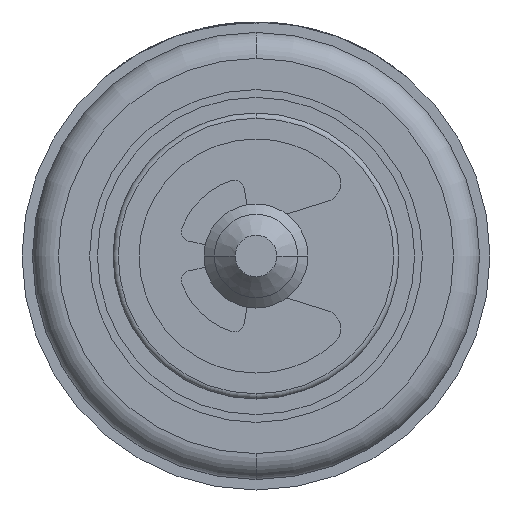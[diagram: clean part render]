
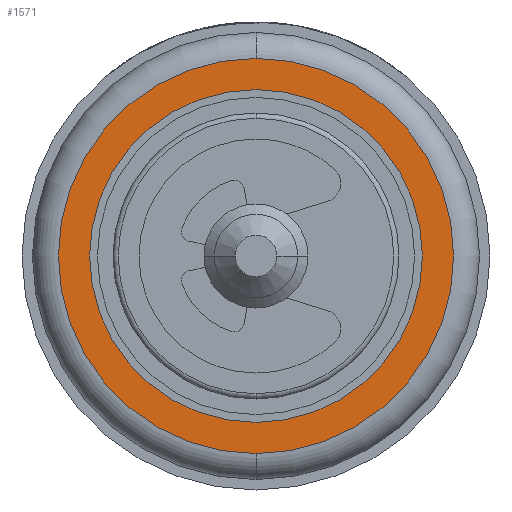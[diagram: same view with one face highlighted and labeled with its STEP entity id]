
A CAD part, front view. The second image highlights one B-rep face of the part: STEP entity #1571.
In plain terms, the highlighted planar face has unit normal (0, -1, 0).
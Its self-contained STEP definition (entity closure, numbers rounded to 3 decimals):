
#92 = DIRECTION ( 'NONE',  ( 0., -1., 0. ) ) ;
#97 = VERTEX_POINT ( 'NONE', #2965 ) ;
#202 = CARTESIAN_POINT ( 'NONE',  ( 0., -10., 1.9 ) ) ;
#392 = VERTEX_POINT ( 'NONE', #3927 ) ;
#441 = DIRECTION ( 'NONE',  ( 0., -1., 0. ) ) ;
#1009 = AXIS2_PLACEMENT_3D ( 'NONE', #4523, #1871, #1049 ) ;
#1011 = EDGE_CURVE ( 'Defeature ausgef�hrt1_23+Defeature ausgef�hrt1_2+Defeature ausgef�hrt1_2+Defeature ausgef�hrt1_2', #97, #392, #4807, .T. ) ;
#1021 = EDGE_LOOP ( 'NONE', ( #2517, #4409 ) ) ;
#1049 = DIRECTION ( 'NONE',  ( 0., 0., -1. ) ) ;
#1158 = PLANE ( 'NONE',  #2999 ) ;
#1199 = DIRECTION ( 'NONE',  ( 0., 0., -1. ) ) ;
#1266 = CARTESIAN_POINT ( 'NONE',  ( 0., -10., 0. ) ) ;
#1277 = FACE_BOUND ( 'NONE', #1021, .T. ) ;
#1502 = DIRECTION ( 'NONE',  ( 0., -1., 0. ) ) ;
#1571 = ADVANCED_FACE ( 'Defeature ausgef�hrt1_2', ( #1277, #2200 ), #1158, .T. ) ;
#1871 = DIRECTION ( 'NONE',  ( 0., -1., 0. ) ) ;
#1896 = DIRECTION ( 'NONE',  ( 0., 0., -1. ) ) ;
#1977 = CIRCLE ( 'NONE', #3653, 1.9 ) ;
#2200 = FACE_OUTER_BOUND ( 'NONE', #4580, .T. ) ;
#2230 = AXIS2_PLACEMENT_3D ( 'NONE', #1266, #92, #2421 ) ;
#2399 = EDGE_CURVE ( 'Defeature ausgef�hrt1_2+Defeature ausgef�hrt1_7+Defeature ausgef�hrt1_7+Defeature ausgef�hrt1_7', #2509, #3392, #3648, .T. ) ;
#2421 = DIRECTION ( 'NONE',  ( 0., 0., -1. ) ) ;
#2509 = VERTEX_POINT ( 'NONE', #3472 ) ;
#2517 = ORIENTED_EDGE ( 'NONE', *, *, #3075, .F. ) ;
#2898 = ORIENTED_EDGE ( 'NONE', *, *, #5009, .T. ) ;
#2965 = CARTESIAN_POINT ( 'NONE',  ( 0., -10., 1.6 ) ) ;
#2999 = AXIS2_PLACEMENT_3D ( 'NONE', #3595, #441, #1199 ) ;
#3075 = EDGE_CURVE ( 'Defeature ausgef�hrt1_23+Defeature ausgef�hrt1_2+Defeature ausgef�hrt1_2+Defeature ausgef�hrt1_2', #392, #97, #4731, .T. ) ;
#3392 = VERTEX_POINT ( 'NONE', #202 ) ;
#3472 = CARTESIAN_POINT ( 'NONE',  ( 0., -10., -1.9 ) ) ;
#3494 = CARTESIAN_POINT ( 'NONE',  ( 0., -10., 0. ) ) ;
#3595 = CARTESIAN_POINT ( 'NONE',  ( 1.35, -10., 0. ) ) ;
#3648 = CIRCLE ( 'NONE', #1009, 1.9 ) ;
#3653 = AXIS2_PLACEMENT_3D ( 'NONE', #3494, #3875, #4657 ) ;
#3731 = ORIENTED_EDGE ( 'NONE', *, *, #2399, .T. ) ;
#3875 = DIRECTION ( 'NONE',  ( 0., -1., 0. ) ) ;
#3927 = CARTESIAN_POINT ( 'NONE',  ( 0., -10., -1.6 ) ) ;
#3954 = AXIS2_PLACEMENT_3D ( 'NONE', #4977, #1502, #1896 ) ;
#4409 = ORIENTED_EDGE ( 'NONE', *, *, #1011, .F. ) ;
#4523 = CARTESIAN_POINT ( 'NONE',  ( 0., -10., 0. ) ) ;
#4580 = EDGE_LOOP ( 'NONE', ( #3731, #2898 ) ) ;
#4657 = DIRECTION ( 'NONE',  ( 0., 0., -1. ) ) ;
#4731 = CIRCLE ( 'NONE', #3954, 1.6 ) ;
#4807 = CIRCLE ( 'NONE', #2230, 1.6 ) ;
#4977 = CARTESIAN_POINT ( 'NONE',  ( 0., -10., 0. ) ) ;
#5009 = EDGE_CURVE ( 'Defeature ausgef�hrt1_2+Defeature ausgef�hrt1_7+Defeature ausgef�hrt1_7+Defeature ausgef�hrt1_7', #3392, #2509, #1977, .T. ) ;
